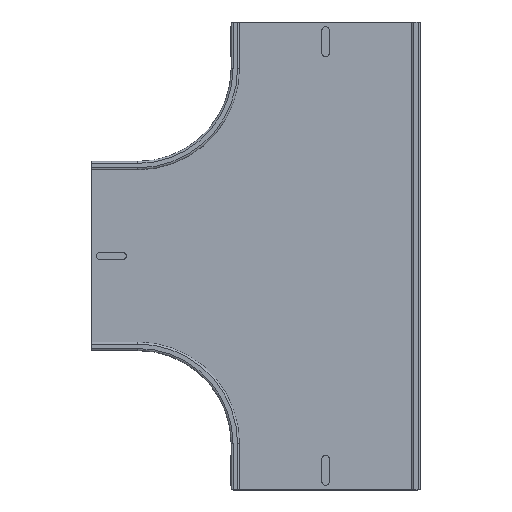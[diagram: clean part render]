
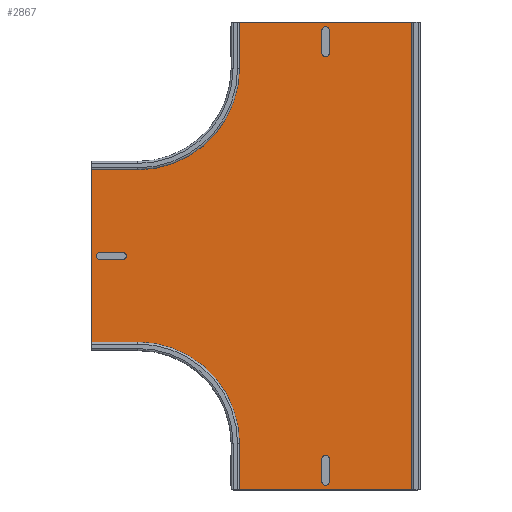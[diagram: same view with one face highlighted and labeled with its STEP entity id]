
A CAD part, top view. The second image highlights one B-rep face of the part: STEP entity #2867.
In plain terms, the highlighted planar face has unit normal (0, 0, 1).
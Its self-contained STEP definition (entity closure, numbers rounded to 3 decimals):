
#289=FACE_OUTER_BOUND('',#451,.T.);
#451=EDGE_LOOP('',(#2571,#2572,#2573,#2574,#2575,#2576,#2577,#2578,#2579,
#2580));
#643=CIRCLE('',#3239,102.6);
#652=CIRCLE('',#3257,102.6);
#860=LINE('',#5015,#1094);
#867=LINE('',#5036,#1101);
#870=LINE('',#5054,#1104);
#878=LINE('',#5076,#1112);
#882=LINE('',#5089,#1116);
#884=LINE('',#5102,#1118);
#885=LINE('',#5106,#1119);
#886=LINE('',#5107,#1120);
#1094=VECTOR('',#4103,1.);
#1101=VECTOR('',#4126,1.);
#1104=VECTOR('',#4149,1.);
#1112=VECTOR('',#4171,1.);
#1116=VECTOR('',#4187,1.);
#1118=VECTOR('',#4207,1.);
#1119=VECTOR('',#4212,1.);
#1120=VECTOR('',#4213,1.);
#1389=VERTEX_POINT('',#5012);
#1390=VERTEX_POINT('',#5014);
#1395=VERTEX_POINT('',#5032);
#1396=VERTEX_POINT('',#5034);
#1401=VERTEX_POINT('',#5050);
#1407=VERTEX_POINT('',#5073);
#1408=VERTEX_POINT('',#5075);
#1411=VERTEX_POINT('',#5087);
#1412=VERTEX_POINT('',#5092);
#1414=VERTEX_POINT('',#5105);
#1797=EDGE_CURVE('',#1390,#1389,#860,.T.);
#1808=EDGE_CURVE('',#1395,#1396,#867,.T.);
#1816=EDGE_CURVE('',#1401,#1396,#643,.T.);
#1817=EDGE_CURVE('',#1401,#1390,#870,.T.);
#1828=EDGE_CURVE('',#1408,#1407,#878,.T.);
#1835=EDGE_CURVE('',#1411,#1389,#882,.T.);
#1838=EDGE_CURVE('',#1411,#1412,#652,.T.);
#1842=EDGE_CURVE('',#1408,#1412,#884,.T.);
#1843=EDGE_CURVE('',#1414,#1407,#885,.T.);
#1844=EDGE_CURVE('',#1414,#1395,#886,.T.);
#2571=ORIENTED_EDGE('',*,*,#1843,.F.);
#2572=ORIENTED_EDGE('',*,*,#1844,.T.);
#2573=ORIENTED_EDGE('',*,*,#1808,.T.);
#2574=ORIENTED_EDGE('',*,*,#1816,.F.);
#2575=ORIENTED_EDGE('',*,*,#1817,.T.);
#2576=ORIENTED_EDGE('',*,*,#1797,.T.);
#2577=ORIENTED_EDGE('',*,*,#1835,.F.);
#2578=ORIENTED_EDGE('',*,*,#1838,.T.);
#2579=ORIENTED_EDGE('',*,*,#1842,.F.);
#2580=ORIENTED_EDGE('',*,*,#1828,.T.);
#2707=PLANE('',#3264);
#2867=ADVANCED_FACE('',(#289),#2707,.T.);
#3239=AXIS2_PLACEMENT_3D('',#5052,#4145,#4146);
#3257=AXIS2_PLACEMENT_3D('',#5094,#4194,#4195);
#3264=AXIS2_PLACEMENT_3D('',#5104,#4210,#4211);
#4103=DIRECTION('',(0.,-1.,0.));
#4126=DIRECTION('',(0.,-1.,0.));
#4145=DIRECTION('center_axis',(0.,0.,1.));
#4146=DIRECTION('ref_axis',(0.,-1.,0.));
#4149=DIRECTION('',(-1.,0.,0.));
#4171=DIRECTION('',(1.,0.,0.));
#4187=DIRECTION('',(-1.,0.,0.));
#4194=DIRECTION('center_axis',(0.,0.,-1.));
#4195=DIRECTION('ref_axis',(0.,1.,0.));
#4207=DIRECTION('',(0.,1.,0.));
#4210=DIRECTION('center_axis',(0.,0.,1.));
#4211=DIRECTION('ref_axis',(0.,1.,0.));
#4212=DIRECTION('',(0.,-1.,0.));
#4213=DIRECTION('',(-1.,0.,0.));
#5012=CARTESIAN_POINT('',(5.811,14.17,1.1));
#5014=CARTESIAN_POINT('',(5.811,211.37,1.1));
#5015=CARTESIAN_POINT('',(5.811,74.27,1.1));
#5032=CARTESIAN_POINT('',(157.711,363.27,1.1));
#5034=CARTESIAN_POINT('',(157.711,313.97,1.1));
#5036=CARTESIAN_POINT('',(157.711,363.27,1.1));
#5050=CARTESIAN_POINT('',(55.111,211.37,1.1));
#5052=CARTESIAN_POINT('Origin',(55.111,313.97,1.1));
#5054=CARTESIAN_POINT('',(55.111,211.37,1.1));
#5073=CARTESIAN_POINT('',(354.911,-137.73,1.1));
#5075=CARTESIAN_POINT('',(157.711,-137.73,1.1));
#5076=CARTESIAN_POINT('',(194.811,-137.73,1.1));
#5087=CARTESIAN_POINT('',(55.111,14.17,1.1));
#5089=CARTESIAN_POINT('',(55.111,14.17,1.1));
#5092=CARTESIAN_POINT('',(157.711,-88.43,1.1));
#5094=CARTESIAN_POINT('Origin',(55.111,-88.43,1.1));
#5102=CARTESIAN_POINT('',(157.711,-137.73,1.1));
#5104=CARTESIAN_POINT('Origin',(105.111,87.17,1.1));
#5105=CARTESIAN_POINT('',(354.911,363.27,1.1));
#5106=CARTESIAN_POINT('',(354.911,137.77,1.1));
#5107=CARTESIAN_POINT('',(281.311,363.27,1.1));
